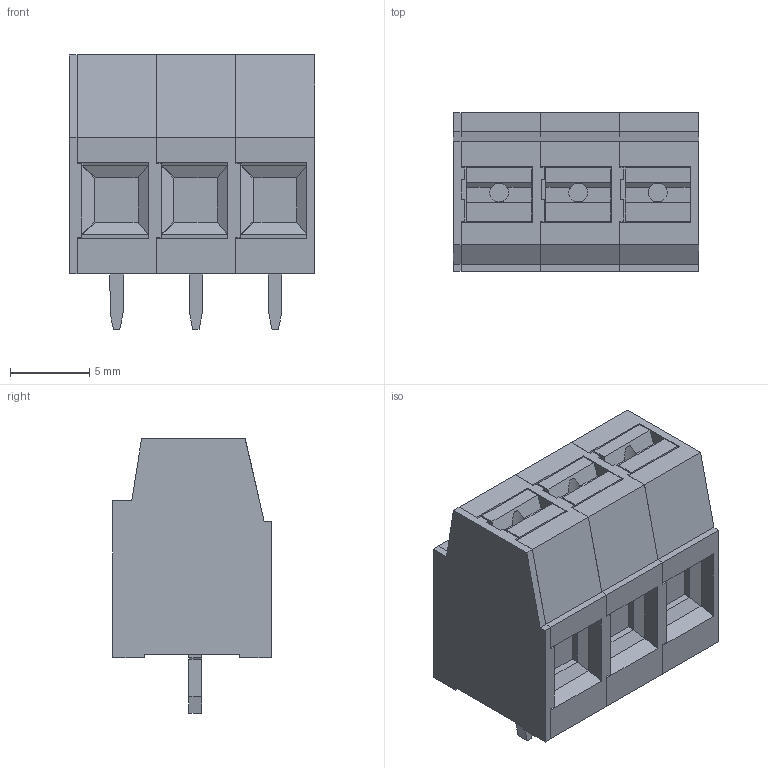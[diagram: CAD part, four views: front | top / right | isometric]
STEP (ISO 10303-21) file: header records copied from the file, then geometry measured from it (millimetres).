
FILE_DESCRIPTION(('CATIA V5 STEP Exchange','CAx-IF Rec.Pracs.--- Model Styling and Organization---1.4--- 2014-01-23'),'2;1');
FILE_NAME ('D1513927_0_2786540000_2786540000.stp','2021-12-16T07:58:17+00:00',('none'),('Weidmueller'),'CATIA Version 5-6 Release 2016 SP3 HF44','CATIA V5 STEP AP214','none');
FILE_SCHEMA(('AUTOMOTIVE_DESIGN { 1 0 10303 214 1 1 1 1 }'));
Length unit declared in the file: millimetre
Products named in the file (1): 2786540000
Bounding box: 15.5 x 10 x 17.3 mm (x, y, z)
Volume: 1837.3 mm3; surface area: 2081.5 mm2
Topology: 10 solids, 17 shells, 373 faces, 1027 edges, 691 vertices
Faces by surface type: plane 341, cylinder 20, cone 12
Entity records: 12237 total; most frequent: CARTESIAN_POINT 2519, ORIENTED_EDGE 2054, DIRECTION 1699, EDGE_CURVE 1027, VECTOR 915, LINE 915, VERTEX_POINT 691, AXIS2_PLACEMENT_3D 412
